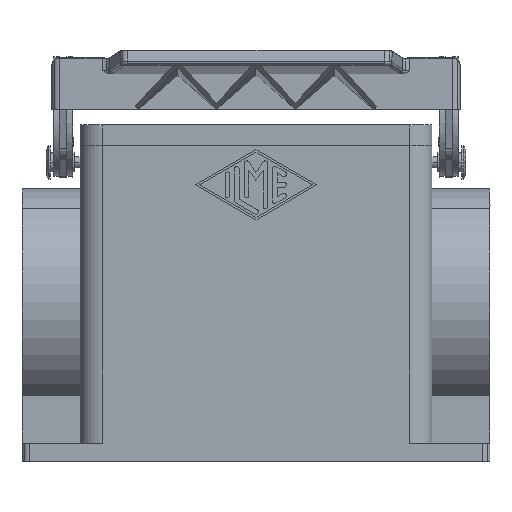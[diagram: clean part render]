
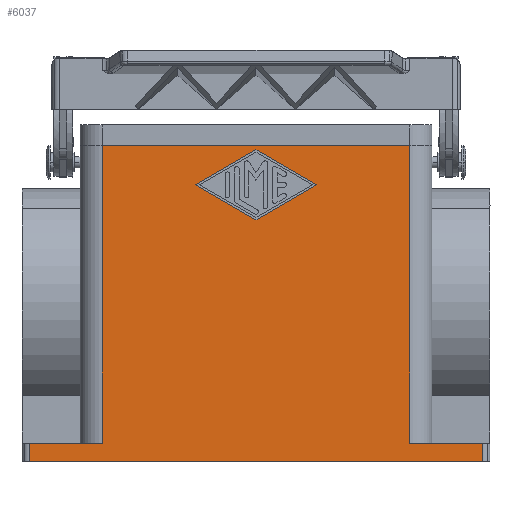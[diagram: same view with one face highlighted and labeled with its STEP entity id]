
A CAD part, front view. The second image highlights one B-rep face of the part: STEP entity #6037.
In plain terms, the highlighted planar face has unit normal (0, -1, 0).
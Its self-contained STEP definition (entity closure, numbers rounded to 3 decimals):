
#311=CARTESIAN_POINT('',(-60.5,-42.0,-55.0));
#312=VERTEX_POINT('',#311);
#320=CARTESIAN_POINT('',(-60.5,-42.0,-50.0));
#321=VERTEX_POINT('',#320);
#322=CARTESIAN_POINT('',(-60.5,-42.0,-55.0));
#323=DIRECTION('',(0.0,0.0,1.0));
#324=VECTOR('',#323,5.0);
#325=LINE('',#322,#324);
#326=EDGE_CURVE('',#312,#321,#325,.T.);
#5204=CARTESIAN_POINT('',(-16.25,-42.0,19.0));
#5205=VERTEX_POINT('',#5204);
#5212=CARTESIAN_POINT('',(0.,-42.0,9.625));
#5213=VERTEX_POINT('',#5212);
#5214=CARTESIAN_POINT('',(0.,-42.0,9.625));
#5215=DIRECTION('',(-0.866,0.0,0.5));
#5216=VECTOR('',#5215,18.76);
#5217=LINE('',#5214,#5216);
#5218=EDGE_CURVE('',#5213,#5205,#5217,.T.);
#5243=CARTESIAN_POINT('',(16.25,-42.0,19.0));
#5244=VERTEX_POINT('',#5243);
#5245=CARTESIAN_POINT('',(16.25,-42.0,19.0));
#5246=DIRECTION('',(-0.866,0.0,-0.5));
#5247=VECTOR('',#5246,18.76);
#5248=LINE('',#5245,#5247);
#5249=EDGE_CURVE('',#5244,#5213,#5248,.T.);
#5274=CARTESIAN_POINT('',(0.,-42.0,28.375));
#5275=VERTEX_POINT('',#5274);
#5276=CARTESIAN_POINT('',(0.,-42.0,28.375));
#5277=DIRECTION('',(0.866,0.0,-0.5));
#5278=VECTOR('',#5277,18.76);
#5279=LINE('',#5276,#5278);
#5280=EDGE_CURVE('',#5275,#5244,#5279,.T.);
#5303=CARTESIAN_POINT('',(-16.25,-42.0,19.0));
#5304=DIRECTION('',(0.866,0.0,0.5));
#5305=VECTOR('',#5304,18.76);
#5306=LINE('',#5303,#5305);
#5307=EDGE_CURVE('',#5205,#5275,#5306,.T.);
#5969=CARTESIAN_POINT('',(62.5,-42.,-55.0));
#5970=DIRECTION('',(0.0,-1.0,0.0));
#5971=DIRECTION('',(0.0,0.0,-1.0));
#5972=AXIS2_PLACEMENT_3D('',#5969,#5970,#5971);
#5973=PLANE('',#5972);
#5974=CARTESIAN_POINT('',(-41.,-42.0,-50.0));
#5975=VERTEX_POINT('',#5974);
#5976=CARTESIAN_POINT('',(-41.,-42.0,-50.0));
#5977=DIRECTION('',(-1.0,0.0,0.0));
#5978=VECTOR('',#5977,19.5);
#5979=LINE('',#5976,#5978);
#5980=EDGE_CURVE('',#5975,#321,#5979,.T.);
#5981=ORIENTED_EDGE('',*,*,#5980,.T.);
#5982=ORIENTED_EDGE('',*,*,#326,.F.);
#5983=CARTESIAN_POINT('',(60.5,-42.,-55.0));
#5984=VERTEX_POINT('',#5983);
#5985=CARTESIAN_POINT('',(60.5,-42.,-55.0));
#5986=DIRECTION('',(-1.0,0.0,0.0));
#5987=VECTOR('',#5986,121.);
#5988=LINE('',#5985,#5987);
#5989=EDGE_CURVE('',#5984,#312,#5988,.T.);
#5990=ORIENTED_EDGE('',*,*,#5989,.F.);
#5991=CARTESIAN_POINT('',(60.5,-42.,-50.0));
#5992=VERTEX_POINT('',#5991);
#5993=CARTESIAN_POINT('',(60.5,-42.,-50.0));
#5994=DIRECTION('',(0.0,0.0,-1.0));
#5995=VECTOR('',#5994,5.0);
#5996=LINE('',#5993,#5995);
#5997=EDGE_CURVE('',#5992,#5984,#5996,.T.);
#5998=ORIENTED_EDGE('',*,*,#5997,.F.);
#5999=CARTESIAN_POINT('',(41.,-42.,-50.0));
#6000=VERTEX_POINT('',#5999);
#6001=CARTESIAN_POINT('',(60.5,-42.,-50.0));
#6002=DIRECTION('',(-1.0,0.0,0.0));
#6003=VECTOR('',#6002,19.5);
#6004=LINE('',#6001,#6003);
#6005=EDGE_CURVE('',#5992,#6000,#6004,.T.);
#6006=ORIENTED_EDGE('',*,*,#6005,.T.);
#6007=CARTESIAN_POINT('',(41.,-42.0,29.5));
#6008=VERTEX_POINT('',#6007);
#6009=CARTESIAN_POINT('',(41.,-42.,-50.0));
#6010=DIRECTION('',(0.0,0.0,1.0));
#6011=VECTOR('',#6010,79.5);
#6012=LINE('',#6009,#6011);
#6013=EDGE_CURVE('',#6000,#6008,#6012,.T.);
#6014=ORIENTED_EDGE('',*,*,#6013,.T.);
#6015=CARTESIAN_POINT('',(-41.,-42.0,29.5));
#6016=VERTEX_POINT('',#6015);
#6017=CARTESIAN_POINT('',(41.,-42.0,29.5));
#6018=DIRECTION('',(-1.0,0.0,0.0));
#6019=VECTOR('',#6018,82.);
#6020=LINE('',#6017,#6019);
#6021=EDGE_CURVE('',#6008,#6016,#6020,.T.);
#6022=ORIENTED_EDGE('',*,*,#6021,.T.);
#6023=CARTESIAN_POINT('',(-41.,-42.0,-50.0));
#6024=DIRECTION('',(0.0,0.0,1.0));
#6025=VECTOR('',#6024,79.5);
#6026=LINE('',#6023,#6025);
#6027=EDGE_CURVE('',#5975,#6016,#6026,.T.);
#6028=ORIENTED_EDGE('',*,*,#6027,.F.);
#6029=EDGE_LOOP('',(#5981,#5982,#5990,#5998,#6006,#6014,#6022,#6028));
#6030=FACE_OUTER_BOUND('',#6029,.T.);
#6031=ORIENTED_EDGE('',*,*,#5218,.T.);
#6032=ORIENTED_EDGE('',*,*,#5307,.T.);
#6033=ORIENTED_EDGE('',*,*,#5280,.T.);
#6034=ORIENTED_EDGE('',*,*,#5249,.T.);
#6035=EDGE_LOOP('',(#6031,#6032,#6033,#6034));
#6036=FACE_BOUND('',#6035,.T.);
#6037=ADVANCED_FACE('',(#6030,#6036),#5973,.T.);
